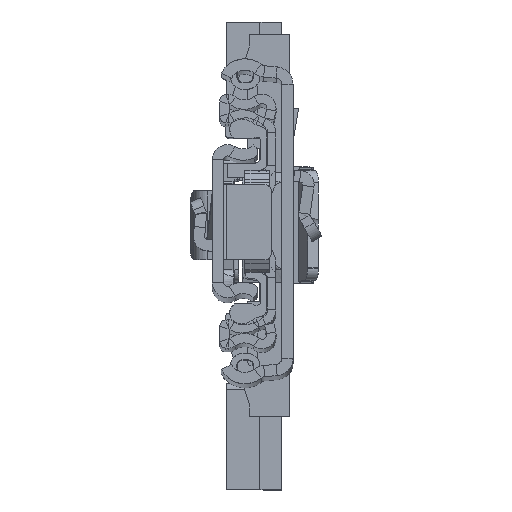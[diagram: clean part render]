
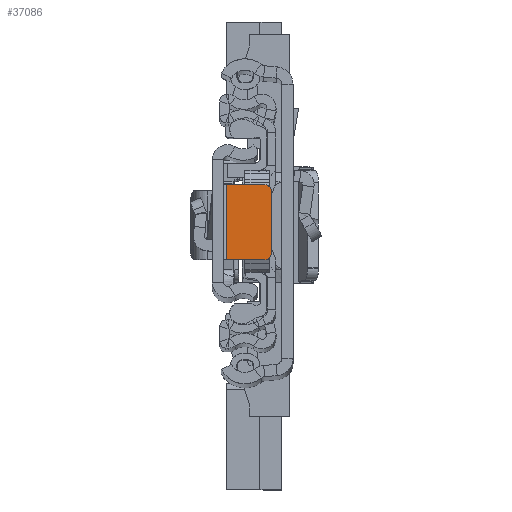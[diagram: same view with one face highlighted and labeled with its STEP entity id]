
A CAD part, top view. The second image highlights one B-rep face of the part: STEP entity #37086.
In plain terms, the highlighted planar face has unit normal (0, 0, 1).
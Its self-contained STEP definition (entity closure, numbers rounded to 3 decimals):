
#106 = CARTESIAN_POINT ( 'NONE',  ( -1.8, 6.151, -6.8 ) ) ;
#201 = DIRECTION ( 'NONE',  ( 1., 0., 0. ) ) ;
#394 = VERTEX_POINT ( 'NONE', #26730 ) ;
#693 = ORIENTED_EDGE ( 'NONE', *, *, #6394, .F. ) ;
#2028 = VERTEX_POINT ( 'NONE', #3246 ) ;
#3246 = CARTESIAN_POINT ( 'NONE',  ( -2.3, -5.849, -6.8 ) ) ;
#3283 = LINE ( 'NONE', #24387, #33194 ) ;
#3287 = CARTESIAN_POINT ( 'NONE',  ( -9.4, 5.151, -6.8 ) ) ;
#4143 = ORIENTED_EDGE ( 'NONE', *, *, #26073, .T. ) ;
#6200 = DIRECTION ( 'NONE',  ( 0., 0., 1. ) ) ;
#6394 = EDGE_CURVE ( 'NONE', #2028, #18192, #3283, .T. ) ;
#8561 = EDGE_CURVE ( 'NONE', #32523, #2028, #29782, .T. ) ;
#9453 = DIRECTION ( 'NONE',  ( -1., 0., 0. ) ) ;
#10323 = CARTESIAN_POINT ( 'NONE',  ( -9.4, 6.151, -6.8 ) ) ;
#10941 = ORIENTED_EDGE ( 'NONE', *, *, #14944, .T. ) ;
#14048 = CIRCLE ( 'NONE', #33099, 1. ) ;
#14202 = DIRECTION ( 'NONE',  ( 0., 0., 1. ) ) ;
#14660 = DIRECTION ( 'NONE',  ( 0., -1., 0. ) ) ;
#14944 = EDGE_CURVE ( 'NONE', #24867, #18192, #27967, .T. ) ;
#15474 = EDGE_CURVE ( 'NONE', #24867, #33282, #24857, .T. ) ;
#17153 = CARTESIAN_POINT ( 'NONE',  ( 0., 0., -6.8 ) ) ;
#17170 = VECTOR ( 'NONE', #36177, 1000. ) ;
#17194 = CARTESIAN_POINT ( 'NONE',  ( -8.4, 5.151, -6.8 ) ) ;
#18192 = VERTEX_POINT ( 'NONE', #30392 ) ;
#21318 = CARTESIAN_POINT ( 'NONE',  ( -8.4, -4.849, -6.8 ) ) ;
#21651 = EDGE_LOOP ( 'NONE', ( #33319, #10941, #693, #22010, #34252, #4143 ) ) ;
#22010 = ORIENTED_EDGE ( 'NONE', *, *, #8561, .F. ) ;
#22127 = CARTESIAN_POINT ( 'NONE',  ( -9.4, -4.849, -6.8 ) ) ;
#22266 = AXIS2_PLACEMENT_3D ( 'NONE', #21318, #6200, #201 ) ;
#24215 = LINE ( 'NONE', #106, #17170 ) ;
#24387 = CARTESIAN_POINT ( 'NONE',  ( -9.4, -5.849, -6.8 ) ) ;
#24857 = LINE ( 'NONE', #10323, #35325 ) ;
#24867 = VERTEX_POINT ( 'NONE', #22127 ) ;
#25754 = FACE_OUTER_BOUND ( 'NONE', #21651, .T. ) ;
#25795 = EDGE_CURVE ( 'NONE', #394, #32523, #24215, .T. ) ;
#26073 = EDGE_CURVE ( 'NONE', #394, #33282, #14048, .T. ) ;
#26730 = CARTESIAN_POINT ( 'NONE',  ( -8.4, 6.151, -6.8 ) ) ;
#27967 = CIRCLE ( 'NONE', #22266, 1. ) ;
#29118 = PLANE ( 'NONE',  #37904 ) ;
#29782 = LINE ( 'NONE', #36369, #32406 ) ;
#30392 = CARTESIAN_POINT ( 'NONE',  ( -8.4, -5.849, -6.8 ) ) ;
#32406 = VECTOR ( 'NONE', #14660, 1000. ) ;
#32523 = VERTEX_POINT ( 'NONE', #36769 ) ;
#33099 = AXIS2_PLACEMENT_3D ( 'NONE', #17194, #38736, #38939 ) ;
#33194 = VECTOR ( 'NONE', #9453, 1000. ) ;
#33282 = VERTEX_POINT ( 'NONE', #3287 ) ;
#33319 = ORIENTED_EDGE ( 'NONE', *, *, #15474, .F. ) ;
#34252 = ORIENTED_EDGE ( 'NONE', *, *, #25795, .F. ) ;
#35325 = VECTOR ( 'NONE', #37815, 1000. ) ;
#36177 = DIRECTION ( 'NONE',  ( 1., 0., 0. ) ) ;
#36369 = CARTESIAN_POINT ( 'NONE',  ( -2.3, 6.151, -6.8 ) ) ;
#36769 = CARTESIAN_POINT ( 'NONE',  ( -2.3, 6.151, -6.8 ) ) ;
#37086 = ADVANCED_FACE ( 'NONE', ( #25754 ), #29118, .T. ) ;
#37815 = DIRECTION ( 'NONE',  ( 0., 1., 0. ) ) ;
#37904 = AXIS2_PLACEMENT_3D ( 'NONE', #17153, #14202, #38113 ) ;
#38113 = DIRECTION ( 'NONE',  ( 1., 0., 0. ) ) ;
#38736 = DIRECTION ( 'NONE',  ( 0., 0., 1. ) ) ;
#38939 = DIRECTION ( 'NONE',  ( 1., 0., 0. ) ) ;
